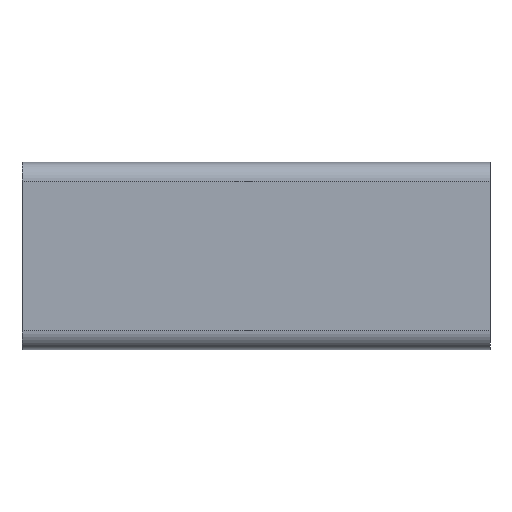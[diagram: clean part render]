
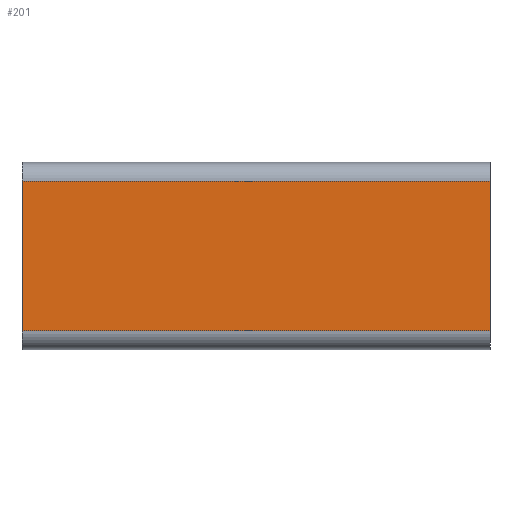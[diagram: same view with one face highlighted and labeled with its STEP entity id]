
A CAD part, left-side view. The second image highlights one B-rep face of the part: STEP entity #201.
In plain terms, the highlighted planar face has unit normal (-1, 0, 0).
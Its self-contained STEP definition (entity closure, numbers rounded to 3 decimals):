
#201 = ADVANCED_FACE( '', ( #527 ), #528, .T. );
#527 = FACE_OUTER_BOUND( '', #990, .T. );
#528 = PLANE( '', #991 );
#990 = EDGE_LOOP( '', ( #1522, #1523, #1524, #1525 ) );
#991 = AXIS2_PLACEMENT_3D( '', #1526, #1527, #1528 );
#1522 = ORIENTED_EDGE( '', *, *, #2933, .F. );
#1523 = ORIENTED_EDGE( '', *, *, #2934, .F. );
#1524 = ORIENTED_EDGE( '', *, *, #2935, .T. );
#1525 = ORIENTED_EDGE( '', *, *, #2936, .T. );
#1526 = CARTESIAN_POINT( '', ( -20., 100., -16. ) );
#1527 = DIRECTION( '', ( -1., 0., 0. ) );
#1528 = DIRECTION( '', ( 0., 0., 1. ) );
#2933 = EDGE_CURVE( '', #3574, #3575, #3576, .T. );
#2934 = EDGE_CURVE( '', #3577, #3574, #3578, .T. );
#2935 = EDGE_CURVE( '', #3577, #3579, #3580, .T. );
#2936 = EDGE_CURVE( '', #3579, #3575, #3581, .T. );
#3574 = VERTEX_POINT( '', #4487 );
#3575 = VERTEX_POINT( '', #4488 );
#3576 = LINE( '', #4489, #4490 );
#3577 = VERTEX_POINT( '', #4491 );
#3578 = LINE( '', #4492, #4493 );
#3579 = VERTEX_POINT( '', #4494 );
#3580 = LINE( '', #4495, #4496 );
#3581 = LINE( '', #4497, #4498 );
#4487 = CARTESIAN_POINT( '', ( -20., 0., 16. ) );
#4488 = CARTESIAN_POINT( '', ( -20., 0., -16. ) );
#4489 = CARTESIAN_POINT( '', ( -20., 0., -16. ) );
#4490 = VECTOR( '', #5556, 1000. );
#4491 = CARTESIAN_POINT( '', ( -20., 100., 16. ) );
#4492 = CARTESIAN_POINT( '', ( -20., 100., 16. ) );
#4493 = VECTOR( '', #5557, 1000. );
#4494 = CARTESIAN_POINT( '', ( -20., 100., -16. ) );
#4495 = CARTESIAN_POINT( '', ( -20., 100., -16. ) );
#4496 = VECTOR( '', #5558, 1000. );
#4497 = CARTESIAN_POINT( '', ( -20., 100., -16. ) );
#4498 = VECTOR( '', #5559, 1000. );
#5556 = DIRECTION( '', ( 0., 0., -1. ) );
#5557 = DIRECTION( '', ( 0., -1., 0. ) );
#5558 = DIRECTION( '', ( 0., 0., -1. ) );
#5559 = DIRECTION( '', ( 0., -1., 0. ) );
